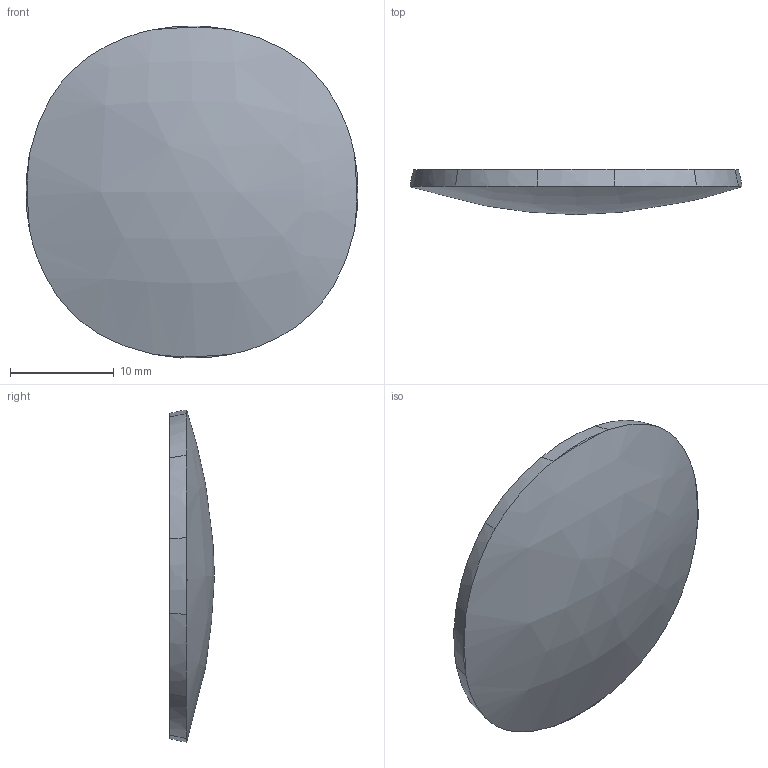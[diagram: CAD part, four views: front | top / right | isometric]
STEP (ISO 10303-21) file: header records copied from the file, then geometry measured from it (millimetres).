
FILE_DESCRIPTION(/* description */ (''),/* implementation_level */ '2;1');
FILE_NAME(/* name */ '脸部透明罩.step',/* time_stamp */ '2022-03-30T22:47:26+08:00',/* author */ (''),/* organization */ (''),/* preprocessor_version */ 'ST-DEVELOPER v18.1',/* originating_system */ 'Autodesk Translation Framework v10.14.0.1471',/* authorisation */ '');
FILE_SCHEMA (('AUTOMOTIVE_DESIGN { 1 0 10303 214 3 1 1 }'));
Length unit declared in the file: millimetre
Products named in the file (1): 脸部透明罩
Bounding box: 31.97 x 4.32 x 31.98 mm (x, y, z)
Volume: 2390.4 mm3; surface area: 1803.8 mm2
Topology: 1 solids, 1 shells, 18 faces, 40 edges, 24 vertices
Faces by surface type: bspline 17, plane 1
Entity records: 2017 total; most frequent: CARTESIAN_POINT 1687, ORIENTED_EDGE 80, EDGE_CURVE 40, B_SPLINE_CURVE_WITH_KNOTS 28, VERTEX_POINT 24, FACE_OUTER_BOUND 18, EDGE_LOOP 18, ADVANCED_FACE 18
